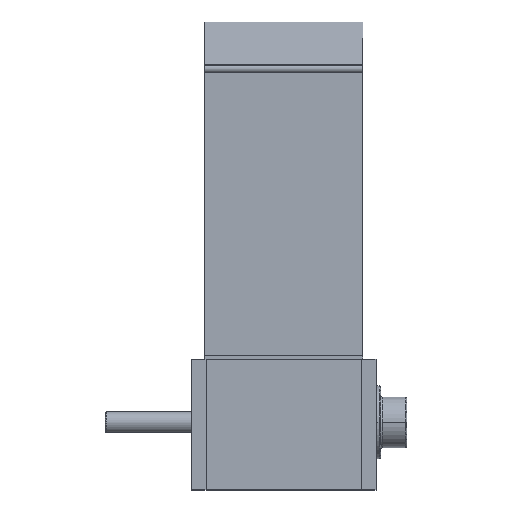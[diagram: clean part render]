
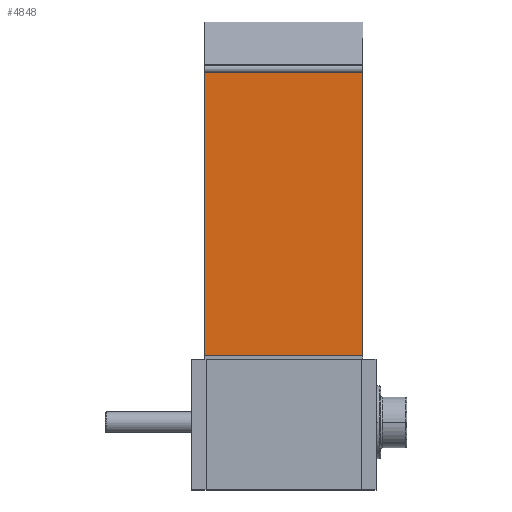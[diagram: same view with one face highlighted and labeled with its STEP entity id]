
A CAD part, top view. The second image highlights one B-rep face of the part: STEP entity #4848.
In plain terms, the highlighted planar face has unit normal (0, 0, 1).
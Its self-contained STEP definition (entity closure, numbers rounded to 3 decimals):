
#475 = EDGE_CURVE ( 'NONE', #5682, #1605, #3522, .T. ) ;
#771 = ORIENTED_EDGE ( 'NONE', *, *, #475, .T. ) ;
#905 = VERTEX_POINT ( 'NONE', #5858 ) ;
#906 = EDGE_CURVE ( 'NONE', #1605, #905, #3572, .T. ) ;
#924 = DIRECTION ( 'NONE',  ( -1., 0., 0. ) ) ;
#1148 = CARTESIAN_POINT ( 'NONE',  ( -106., -200., 2. ) ) ;
#1449 = CARTESIAN_POINT ( 'NONE',  ( 0., 0., 2. ) ) ;
#1507 = VECTOR ( 'NONE', #3632, 1000. ) ;
#1605 = VERTEX_POINT ( 'NONE', #5312 ) ;
#1707 = CARTESIAN_POINT ( 'NONE',  ( -106., 200., 2. ) ) ;
#1733 = DIRECTION ( 'NONE',  ( -1., 0., 0. ) ) ;
#1799 = CARTESIAN_POINT ( 'NONE',  ( 106., -200., 2. ) ) ;
#1845 = DIRECTION ( 'NONE',  ( 1., 0., 0. ) ) ;
#1952 = VECTOR ( 'NONE', #1733, 1000. ) ;
#2029 = CARTESIAN_POINT ( 'NONE',  ( -106., -200., 2. ) ) ;
#2307 = CARTESIAN_POINT ( 'NONE',  ( -106., -200., 2. ) ) ;
#2459 = DIRECTION ( 'NONE',  ( 0., -1., 0. ) ) ;
#2620 = EDGE_LOOP ( 'NONE', ( #771, #4156, #5653, #3566 ) ) ;
#2648 = VECTOR ( 'NONE', #2459, 1000. ) ;
#2686 = EDGE_CURVE ( 'NONE', #2768, #5682, #4189, .T. ) ;
#2768 = VERTEX_POINT ( 'NONE', #1148 ) ;
#2824 = EDGE_CURVE ( 'NONE', #905, #2768, #3942, .T. ) ;
#3165 = CARTESIAN_POINT ( 'NONE',  ( 106., -200., 2. ) ) ;
#3522 = LINE ( 'NONE', #1799, #1507 ) ;
#3566 = ORIENTED_EDGE ( 'NONE', *, *, #2686, .T. ) ;
#3572 = LINE ( 'NONE', #1707, #1952 ) ;
#3632 = DIRECTION ( 'NONE',  ( 0., 1., 0. ) ) ;
#3929 = AXIS2_PLACEMENT_3D ( 'NONE', #1449, #4695, #924 ) ;
#3942 = LINE ( 'NONE', #2029, #2648 ) ;
#4001 = VECTOR ( 'NONE', #1845, 1000. ) ;
#4156 = ORIENTED_EDGE ( 'NONE', *, *, #906, .T. ) ;
#4189 = LINE ( 'NONE', #2307, #4001 ) ;
#4695 = DIRECTION ( 'NONE',  ( 0., 0., -1. ) ) ;
#4848 = ADVANCED_FACE ( 'NONE', ( #5079 ), #5113, .F. ) ;
#5079 = FACE_OUTER_BOUND ( 'NONE', #2620, .T. ) ;
#5113 = PLANE ( 'NONE',  #3929 ) ;
#5312 = CARTESIAN_POINT ( 'NONE',  ( 106., 200., 2. ) ) ;
#5653 = ORIENTED_EDGE ( 'NONE', *, *, #2824, .T. ) ;
#5682 = VERTEX_POINT ( 'NONE', #3165 ) ;
#5858 = CARTESIAN_POINT ( 'NONE',  ( -106., 200., 2. ) ) ;
